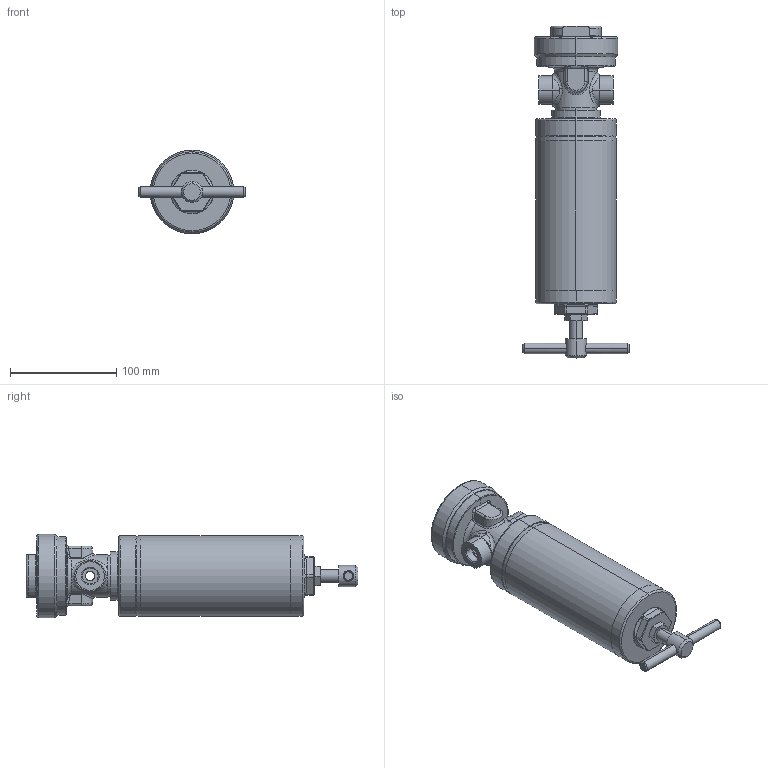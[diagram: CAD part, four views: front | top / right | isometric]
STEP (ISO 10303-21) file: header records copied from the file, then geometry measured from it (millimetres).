
FILE_DESCRIPTION (( 'STEP AP203' ), '1' );
FILE_NAME ('Typ_80-BG_0-G038M.STEP', '2021-03-16T10:35:11', ( '' ), ( '' ), 'SwSTEP 2.0', 'SolidWorks 2016', '' );
FILE_SCHEMA (( 'CONFIG_CONTROL_DESIGN' ));
Length unit declared in the file: millimetre
Products named in the file (1): Typ_80-BG_0-G038M
Bounding box: 100 x 313.1 x 79 mm (x, y, z)
Volume: 344818 mm3; surface area: 159236.7 mm2
Topology: 7 solids, 7 shells, 365 faces, 806 edges, 470 vertices
Faces by surface type: cylinder 125, cone 96, torus 70, plane 54, bspline 20
Entity records: 13193 total; most frequent: CARTESIAN_POINT 5071, DIRECTION 1812, ORIENTED_EDGE 1608, EDGE_CURVE 804, AXIS2_PLACEMENT_3D 787, VERTEX_POINT 470, CIRCLE 441, EDGE_LOOP 398
